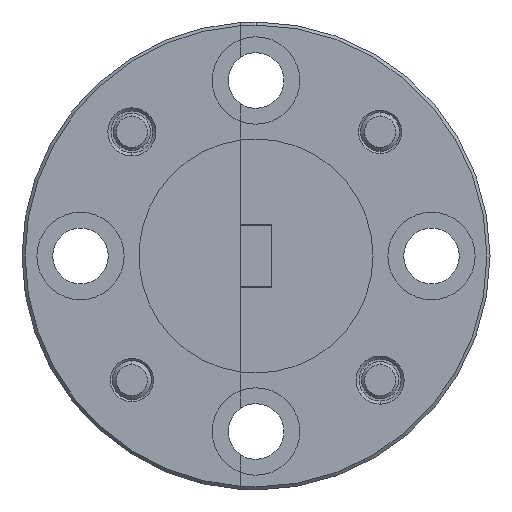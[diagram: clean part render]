
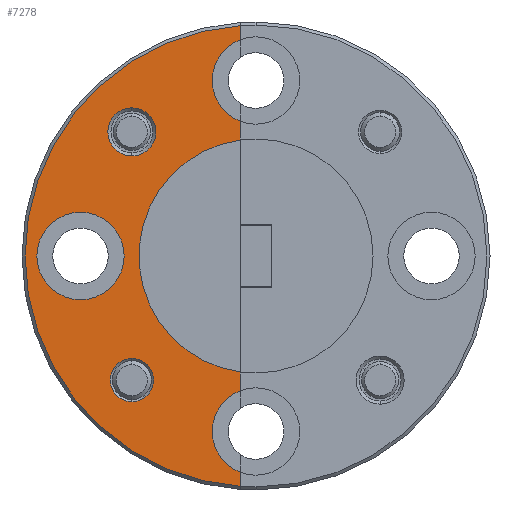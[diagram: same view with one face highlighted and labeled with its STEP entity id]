
A CAD part, left-side view. The second image highlights one B-rep face of the part: STEP entity #7278.
In plain terms, the highlighted planar face has unit normal (-1, 0, 0).
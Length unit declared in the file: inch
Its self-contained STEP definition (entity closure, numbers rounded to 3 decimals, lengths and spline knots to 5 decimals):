
#197 = DIRECTION ( 'NONE',  ( -1., 0., 0. ) ) ;
#347 = ORIENTED_EDGE ( 'NONE', *, *, #3117, .F. ) ;
#435 = VERTEX_POINT ( 'NONE', #11079 ) ;
#575 = DIRECTION ( 'NONE',  ( 0., 0., 1. ) ) ;
#662 = DIRECTION ( 'NONE',  ( 0., 0., 1. ) ) ;
#681 = VECTOR ( 'NONE', #575, 39.37008 ) ;
#708 = DIRECTION ( 'NONE',  ( -1., 0., 0. ) ) ;
#761 = DIRECTION ( 'NONE',  ( 0., 0., 1. ) ) ;
#783 = ORIENTED_EDGE ( 'NONE', *, *, #5217, .F. ) ;
#825 = CARTESIAN_POINT ( 'NONE',  ( -0.57, -0.025, -0.28125 ) ) ;
#906 = AXIS2_PLACEMENT_3D ( 'NONE', #10712, #6439, #1346 ) ;
#919 = DIRECTION ( 'NONE',  ( -1., 0., 0. ) ) ;
#997 = DIRECTION ( 'NONE',  ( 0., 0., 1. ) ) ;
#1071 = CARTESIAN_POINT ( 'NONE',  ( -0.57, 0., 0. ) ) ;
#1146 = CARTESIAN_POINT ( 'NONE',  ( -0.57, 0.17387, -0.19887 ) ) ;
#1152 = CARTESIAN_POINT ( 'NONE',  ( -0.57, 0., 0. ) ) ;
#1212 = VERTEX_POINT ( 'NONE', #8173 ) ;
#1309 = CARTESIAN_POINT ( 'NONE',  ( -0.57, 0., 0.21587 ) ) ;
#1346 = DIRECTION ( 'NONE',  ( 0., 0., 1. ) ) ;
#1380 = EDGE_CURVE ( 'NONE', #3355, #10232, #3561, .T. ) ;
#1448 = ORIENTED_EDGE ( 'NONE', *, *, #10264, .F. ) ;
#1471 = ORIENTED_EDGE ( 'NONE', *, *, #6062, .F. ) ;
#1598 = CARTESIAN_POINT ( 'NONE',  ( -0.57, 0., 0.36915 ) ) ;
#1606 = DIRECTION ( 'NONE',  ( 0., 0., 1. ) ) ;
#1759 = EDGE_CURVE ( 'NONE', #8521, #2974, #9793, .T. ) ;
#1890 = DIRECTION ( 'NONE',  ( 0., 0., 1. ) ) ;
#1945 = AXIS2_PLACEMENT_3D ( 'NONE', #4115, #8438, #761 ) ;
#2051 = CARTESIAN_POINT ( 'NONE',  ( -0.57, 0.25625, -0.07 ) ) ;
#2122 = VERTEX_POINT ( 'NONE', #6893 ) ;
#2344 = ORIENTED_EDGE ( 'NONE', *, *, #6732, .F. ) ;
#2392 = DIRECTION ( 'NONE',  ( -1., 0., 0. ) ) ;
#2499 = VERTEX_POINT ( 'NONE', #4104 ) ;
#2553 = LINE ( 'NONE', #11013, #10670 ) ;
#2706 = AXIS2_PLACEMENT_3D ( 'NONE', #3104, #7277, #3033 ) ;
#2750 = CIRCLE ( 'NONE', #8761, 0.37 ) ;
#2974 = VERTEX_POINT ( 'NONE', #1598 ) ;
#3029 = CARTESIAN_POINT ( 'NONE',  ( -0.57, -0.025, 0. ) ) ;
#3033 = DIRECTION ( 'NONE',  ( 0., 0., 1. ) ) ;
#3035 = CIRCLE ( 'NONE', #3538, 0.1875 ) ;
#3104 = CARTESIAN_POINT ( 'NONE',  ( -0.57, 0.17387, -0.19887 ) ) ;
#3117 = EDGE_CURVE ( 'NONE', #8400, #2499, #3035, .T. ) ;
#3304 = CARTESIAN_POINT ( 'NONE',  ( -0.57, 0.25625, 0. ) ) ;
#3355 = VERTEX_POINT ( 'NONE', #5844 ) ;
#3423 = VECTOR ( 'NONE', #997, 39.37008 ) ;
#3538 = AXIS2_PLACEMENT_3D ( 'NONE', #3029, #8892, #7126 ) ;
#3546 = CARTESIAN_POINT ( 'NONE',  ( -0.57, 0.17387, 0.16037 ) ) ;
#3561 = CIRCLE ( 'NONE', #1945, 0.0385 ) ;
#3745 = ORIENTED_EDGE ( 'NONE', *, *, #1380, .F. ) ;
#3761 = EDGE_CURVE ( 'NONE', #2122, #5174, #8532, .T. ) ;
#4034 = CARTESIAN_POINT ( 'NONE',  ( -0.57, 0.17387, -0.16412 ) ) ;
#4104 = CARTESIAN_POINT ( 'NONE',  ( -0.57, 0., -0.18583 ) ) ;
#4115 = CARTESIAN_POINT ( 'NONE',  ( -0.57, 0.17387, 0.19887 ) ) ;
#4176 = CARTESIAN_POINT ( 'NONE',  ( -0.57, -0.025, 0. ) ) ;
#4191 = ORIENTED_EDGE ( 'NONE', *, *, #1759, .T. ) ;
#4240 = DIRECTION ( 'NONE',  ( 0., 0., 1. ) ) ;
#4259 = EDGE_CURVE ( 'NONE', #8681, #2499, #9641, .T. ) ;
#4311 = CARTESIAN_POINT ( 'NONE',  ( -0.57, -0.025, 0. ) ) ;
#4403 = EDGE_LOOP ( 'NONE', ( #4191, #7505, #10267, #783, #6110, #347, #4441, #1471 ) ) ;
#4441 = ORIENTED_EDGE ( 'NONE', *, *, #10059, .T. ) ;
#4648 = AXIS2_PLACEMENT_3D ( 'NONE', #1146, #197, #7127 ) ;
#4924 = VERTEX_POINT ( 'NONE', #1309 ) ;
#5087 = DIRECTION ( 'NONE',  ( 0., 0., 1. ) ) ;
#5174 = VERTEX_POINT ( 'NONE', #2051 ) ;
#5217 = EDGE_CURVE ( 'NONE', #8681, #6118, #7163, .T. ) ;
#5240 = EDGE_CURVE ( 'NONE', #10232, #3355, #10779, .T. ) ;
#5844 = CARTESIAN_POINT ( 'NONE',  ( -0.57, 0.17387, 0.23737 ) ) ;
#6005 = AXIS2_PLACEMENT_3D ( 'NONE', #7480, #8423, #10142 ) ;
#6062 = EDGE_CURVE ( 'NONE', #8521, #4924, #9019, .T. ) ;
#6110 = ORIENTED_EDGE ( 'NONE', *, *, #4259, .T. ) ;
#6111 = VERTEX_POINT ( 'NONE', #4034 ) ;
#6118 = VERTEX_POINT ( 'NONE', #9309 ) ;
#6167 = FACE_BOUND ( 'NONE', #6638, .T. ) ;
#6390 = AXIS2_PLACEMENT_3D ( 'NONE', #4176, #708, #6654 ) ;
#6439 = DIRECTION ( 'NONE',  ( -1., 0., 0. ) ) ;
#6444 = FACE_OUTER_BOUND ( 'NONE', #4403, .T. ) ;
#6544 = EDGE_CURVE ( 'NONE', #2974, #435, #2750, .T. ) ;
#6570 = CARTESIAN_POINT ( 'NONE',  ( -0.57, 0., 0. ) ) ;
#6638 = EDGE_LOOP ( 'NONE', ( #1448, #10332 ) ) ;
#6654 = DIRECTION ( 'NONE',  ( 0., 0., 1. ) ) ;
#6732 = EDGE_CURVE ( 'NONE', #5174, #2122, #9424, .T. ) ;
#6832 = EDGE_CURVE ( 'NONE', #435, #6118, #7257, .T. ) ;
#6839 = DIRECTION ( 'NONE',  ( -1., 0., 0. ) ) ;
#6859 = ORIENTED_EDGE ( 'NONE', *, *, #3761, .F. ) ;
#6893 = CARTESIAN_POINT ( 'NONE',  ( -0.57, 0.25625, 0.07 ) ) ;
#7101 = DIRECTION ( 'NONE',  ( 0., 0., 1. ) ) ;
#7114 = FACE_BOUND ( 'NONE', #9889, .T. ) ;
#7126 = DIRECTION ( 'NONE',  ( 0., 0., 1. ) ) ;
#7127 = DIRECTION ( 'NONE',  ( 0., 0., 1. ) ) ;
#7163 = CIRCLE ( 'NONE', #7728, 0.07 ) ;
#7257 = LINE ( 'NONE', #1071, #3423 ) ;
#7277 = DIRECTION ( 'NONE',  ( -1., 0., 0. ) ) ;
#7278 = ADVANCED_FACE ( 'NONE', ( #6444, #7114, #8321, #6167 ), #9295, .T. ) ;
#7344 = CIRCLE ( 'NONE', #2706, 0.03475 ) ;
#7480 = CARTESIAN_POINT ( 'NONE',  ( -0.57, 0.17387, 0.19887 ) ) ;
#7505 = ORIENTED_EDGE ( 'NONE', *, *, #6544, .T. ) ;
#7728 = AXIS2_PLACEMENT_3D ( 'NONE', #825, #2392, #662 ) ;
#7979 = ORIENTED_EDGE ( 'NONE', *, *, #5240, .F. ) ;
#8173 = CARTESIAN_POINT ( 'NONE',  ( -0.57, 0.17387, -0.23362 ) ) ;
#8321 = FACE_BOUND ( 'NONE', #10495, .T. ) ;
#8400 = VERTEX_POINT ( 'NONE', #8422 ) ;
#8422 = CARTESIAN_POINT ( 'NONE',  ( -0.57, 0., 0.18583 ) ) ;
#8423 = DIRECTION ( 'NONE',  ( -1., 0., 0. ) ) ;
#8438 = DIRECTION ( 'NONE',  ( -1., 0., 0. ) ) ;
#8521 = VERTEX_POINT ( 'NONE', #10354 ) ;
#8532 = CIRCLE ( 'NONE', #9423, 0.07 ) ;
#8598 = CARTESIAN_POINT ( 'NONE',  ( -0.57, 0.25625, 0. ) ) ;
#8681 = VERTEX_POINT ( 'NONE', #10648 ) ;
#8761 = AXIS2_PLACEMENT_3D ( 'NONE', #4311, #919, #1890 ) ;
#8892 = DIRECTION ( 'NONE',  ( -1., 0., 0. ) ) ;
#9019 = CIRCLE ( 'NONE', #906, 0.07 ) ;
#9295 = PLANE ( 'NONE',  #6390 ) ;
#9309 = CARTESIAN_POINT ( 'NONE',  ( -0.57, 0., -0.34663 ) ) ;
#9423 = AXIS2_PLACEMENT_3D ( 'NONE', #3304, #10082, #1606 ) ;
#9424 = CIRCLE ( 'NONE', #10772, 0.07 ) ;
#9641 = LINE ( 'NONE', #6570, #681 ) ;
#9793 = LINE ( 'NONE', #1152, #10837 ) ;
#9889 = EDGE_LOOP ( 'NONE', ( #6859, #2344 ) ) ;
#10018 = CIRCLE ( 'NONE', #4648, 0.03475 ) ;
#10059 = EDGE_CURVE ( 'NONE', #8400, #4924, #2553, .T. ) ;
#10082 = DIRECTION ( 'NONE',  ( -1., 0., 0. ) ) ;
#10142 = DIRECTION ( 'NONE',  ( 0., 0., 1. ) ) ;
#10232 = VERTEX_POINT ( 'NONE', #3546 ) ;
#10264 = EDGE_CURVE ( 'NONE', #6111, #1212, #10018, .T. ) ;
#10267 = ORIENTED_EDGE ( 'NONE', *, *, #6832, .T. ) ;
#10332 = ORIENTED_EDGE ( 'NONE', *, *, #11061, .F. ) ;
#10354 = CARTESIAN_POINT ( 'NONE',  ( -0.57, 0., 0.34663 ) ) ;
#10495 = EDGE_LOOP ( 'NONE', ( #3745, #7979 ) ) ;
#10648 = CARTESIAN_POINT ( 'NONE',  ( -0.57, 0., -0.21587 ) ) ;
#10670 = VECTOR ( 'NONE', #5087, 39.37008 ) ;
#10712 = CARTESIAN_POINT ( 'NONE',  ( -0.57, -0.025, 0.28125 ) ) ;
#10772 = AXIS2_PLACEMENT_3D ( 'NONE', #8598, #6839, #4240 ) ;
#10779 = CIRCLE ( 'NONE', #6005, 0.0385 ) ;
#10837 = VECTOR ( 'NONE', #7101, 39.37008 ) ;
#11013 = CARTESIAN_POINT ( 'NONE',  ( -0.57, 0., 0. ) ) ;
#11061 = EDGE_CURVE ( 'NONE', #1212, #6111, #7344, .T. ) ;
#11079 = CARTESIAN_POINT ( 'NONE',  ( -0.57, 0., -0.36915 ) ) ;
